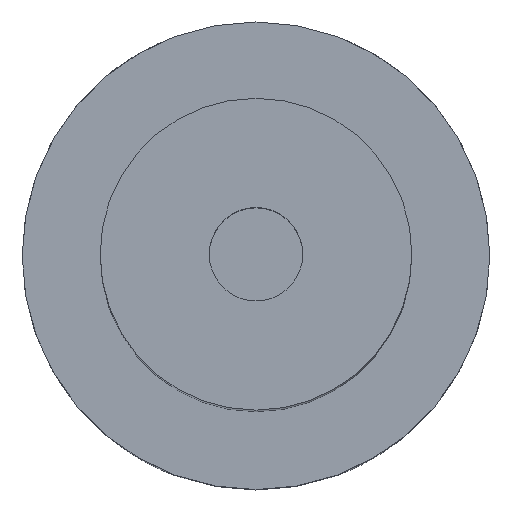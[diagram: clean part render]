
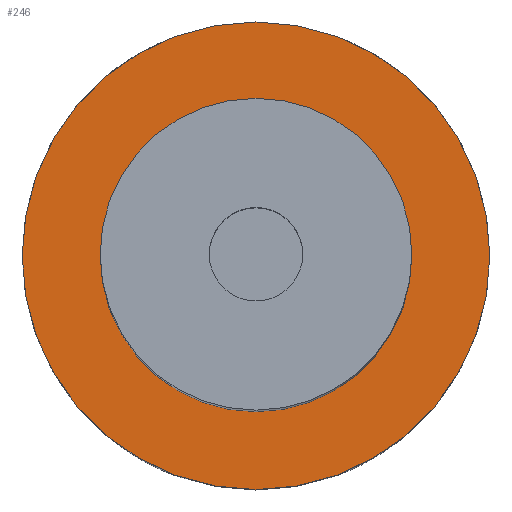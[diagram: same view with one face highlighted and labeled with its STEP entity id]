
A CAD part, top view. The second image highlights one B-rep face of the part: STEP entity #246.
In plain terms, the highlighted planar face has unit normal (0, 0, 1).
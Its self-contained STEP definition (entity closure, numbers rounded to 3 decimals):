
#61=FACE_BOUND('',#92,.T.);
#75=FACE_OUTER_BOUND('',#91,.T.);
#91=EDGE_LOOP('',(#219));
#92=EDGE_LOOP('',(#220));
#100=CIRCLE('',#276,15.);
#103=CIRCLE('',#285,10.);
#122=VERTEX_POINT('',#467);
#125=VERTEX_POINT('',#493);
#150=EDGE_CURVE('',#122,#122,#100,.T.);
#157=EDGE_CURVE('',#125,#125,#103,.T.);
#219=ORIENTED_EDGE('',*,*,#150,.F.);
#220=ORIENTED_EDGE('',*,*,#157,.F.);
#232=PLANE('',#284);
#246=ADVANCED_FACE('',(#75,#61),#232,.F.);
#276=AXIS2_PLACEMENT_3D('',#469,#328,#329);
#284=AXIS2_PLACEMENT_3D('',#492,#347,#348);
#285=AXIS2_PLACEMENT_3D('',#494,#349,#350);
#328=DIRECTION('center_axis',(0.,0.,-1.));
#329=DIRECTION('ref_axis',(1.,0.,0.));
#347=DIRECTION('center_axis',(0.,0.,-1.));
#348=DIRECTION('ref_axis',(1.,0.,0.));
#349=DIRECTION('center_axis',(0.,0.,1.));
#350=DIRECTION('ref_axis',(1.,0.,0.));
#467=CARTESIAN_POINT('',(-15.,0.,0.));
#469=CARTESIAN_POINT('Origin',(0.,0.,0.));
#492=CARTESIAN_POINT('Origin',(0.,0.,0.));
#493=CARTESIAN_POINT('',(-10.,0.,0.));
#494=CARTESIAN_POINT('Origin',(0.,0.,0.));
